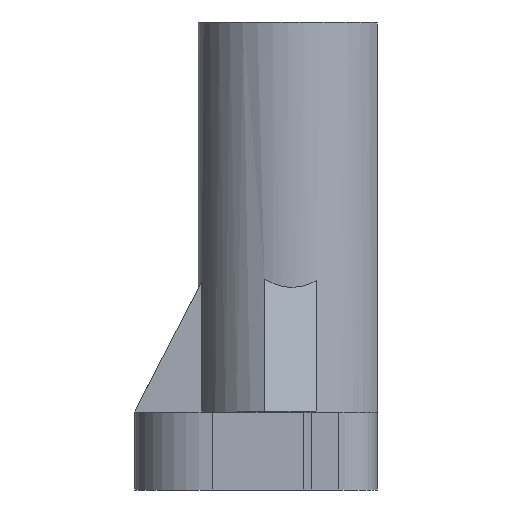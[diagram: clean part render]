
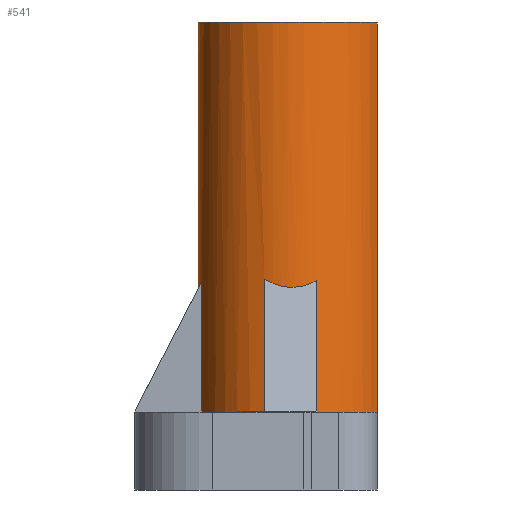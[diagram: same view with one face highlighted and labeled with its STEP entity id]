
A CAD part, left-side view. The second image highlights one B-rep face of the part: STEP entity #541.
In plain terms, the highlighted cylindrical face has radius 3.6 mm (diameter 7.2 mm), a partial arc.
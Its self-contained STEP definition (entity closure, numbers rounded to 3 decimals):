
#15=CYLINDRICAL_SURFACE('',#593,3.6);
#30=CIRCLE('',#585,3.6);
#34=CIRCLE('',#589,3.6);
#37=CIRCLE('',#594,3.6);
#38=CIRCLE('',#595,3.6);
#39=CIRCLE('',#597,3.6);
#53=ELLIPSE('',#583,8.05,3.6);
#54=ELLIPSE('',#596,8.05,3.6);
#55=ELLIPSE('',#598,7.843,3.6);
#61=FACE_OUTER_BOUND('',#92,.T.);
#92=EDGE_LOOP('',(#383,#384,#385,#386,#387,#388,#389,#390,#391,#392,#393,
#394,#395,#396,#397,#398));
#123=LINE('',#810,#176);
#125=LINE('',#816,#178);
#133=LINE('',#851,#186);
#134=LINE('',#855,#187);
#135=LINE('',#859,#188);
#136=LINE('',#863,#189);
#137=LINE('',#866,#190);
#138=LINE('',#867,#191);
#176=VECTOR('',#642,10.);
#178=VECTOR('',#646,10.);
#186=VECTOR('',#680,10.);
#187=VECTOR('',#683,10.);
#188=VECTOR('',#686,10.);
#189=VECTOR('',#689,10.);
#190=VECTOR('',#692,10.);
#191=VECTOR('',#693,10.);
#228=VERTEX_POINT('',#806);
#229=VERTEX_POINT('',#808);
#230=VERTEX_POINT('',#812);
#232=VERTEX_POINT('',#815);
#233=VERTEX_POINT('',#822);
#241=VERTEX_POINT('',#838);
#244=VERTEX_POINT('',#847);
#245=VERTEX_POINT('',#848);
#246=VERTEX_POINT('',#850);
#247=VERTEX_POINT('',#852);
#248=VERTEX_POINT('',#854);
#249=VERTEX_POINT('',#856);
#250=VERTEX_POINT('',#858);
#251=VERTEX_POINT('',#860);
#252=VERTEX_POINT('',#862);
#253=VERTEX_POINT('',#864);
#281=EDGE_CURVE('',#228,#229,#123,.T.);
#283=EDGE_CURVE('',#232,#230,#125,.T.);
#286=EDGE_CURVE('',#229,#232,#53,.T.);
#287=EDGE_CURVE('',#228,#233,#30,.T.);
#296=EDGE_CURVE('',#241,#230,#34,.T.);
#299=EDGE_CURVE('',#244,#245,#37,.T.);
#300=EDGE_CURVE('',#246,#244,#133,.T.);
#301=EDGE_CURVE('',#247,#246,#38,.T.);
#302=EDGE_CURVE('',#247,#248,#134,.T.);
#303=EDGE_CURVE('',#248,#249,#54,.T.);
#304=EDGE_CURVE('',#249,#250,#135,.T.);
#305=EDGE_CURVE('',#251,#250,#39,.T.);
#306=EDGE_CURVE('',#251,#252,#136,.T.);
#307=EDGE_CURVE('',#252,#253,#55,.T.);
#308=EDGE_CURVE('',#253,#233,#137,.T.);
#309=EDGE_CURVE('',#241,#245,#138,.T.);
#383=ORIENTED_EDGE('',*,*,#299,.F.);
#384=ORIENTED_EDGE('',*,*,#300,.F.);
#385=ORIENTED_EDGE('',*,*,#301,.F.);
#386=ORIENTED_EDGE('',*,*,#302,.T.);
#387=ORIENTED_EDGE('',*,*,#303,.T.);
#388=ORIENTED_EDGE('',*,*,#304,.T.);
#389=ORIENTED_EDGE('',*,*,#305,.F.);
#390=ORIENTED_EDGE('',*,*,#306,.T.);
#391=ORIENTED_EDGE('',*,*,#307,.T.);
#392=ORIENTED_EDGE('',*,*,#308,.T.);
#393=ORIENTED_EDGE('',*,*,#287,.F.);
#394=ORIENTED_EDGE('',*,*,#281,.T.);
#395=ORIENTED_EDGE('',*,*,#286,.T.);
#396=ORIENTED_EDGE('',*,*,#283,.T.);
#397=ORIENTED_EDGE('',*,*,#296,.F.);
#398=ORIENTED_EDGE('',*,*,#309,.T.);
#541=ADVANCED_FACE('',(#61),#15,.T.);
#583=AXIS2_PLACEMENT_3D('',#820,#651,#652);
#585=AXIS2_PLACEMENT_3D('',#823,#655,#656);
#589=AXIS2_PLACEMENT_3D('',#840,#668,#669);
#593=AXIS2_PLACEMENT_3D('',#846,#676,#677);
#594=AXIS2_PLACEMENT_3D('',#849,#678,#679);
#595=AXIS2_PLACEMENT_3D('',#853,#681,#682);
#596=AXIS2_PLACEMENT_3D('',#857,#684,#685);
#597=AXIS2_PLACEMENT_3D('',#861,#687,#688);
#598=AXIS2_PLACEMENT_3D('',#865,#690,#691);
#642=DIRECTION('',(0.,0.,1.));
#646=DIRECTION('',(0.,0.,-1.));
#651=DIRECTION('center_axis',(-0.894,0.,0.447));
#652=DIRECTION('ref_axis',(-0.447,0.,-0.894));
#655=DIRECTION('center_axis',(0.,0.,
-1.));
#656=DIRECTION('ref_axis',(-1.,0.,0.));
#668=DIRECTION('center_axis',(0.,0.,
-1.));
#669=DIRECTION('ref_axis',(-1.,0.,0.));
#676=DIRECTION('center_axis',(0.,0.,1.));
#677=DIRECTION('ref_axis',(0.,1.,0.));
#678=DIRECTION('center_axis',(0.,0.,1.));
#679=DIRECTION('ref_axis',(-1.,0.,0.));
#680=DIRECTION('',(0.,0.,1.));
#681=DIRECTION('center_axis',(0.,0.,
-1.));
#682=DIRECTION('ref_axis',(-1.,0.,0.));
#683=DIRECTION('',(0.,0.,1.));
#684=DIRECTION('center_axis',(0.894,0.,0.447));
#685=DIRECTION('ref_axis',(-0.447,0.,0.894));
#686=DIRECTION('',(0.,0.,-1.));
#687=DIRECTION('center_axis',(0.,0.,
-1.));
#688=DIRECTION('ref_axis',(-1.,0.,0.));
#689=DIRECTION('',(0.,0.,1.));
#690=DIRECTION('center_axis',(0.,0.888,0.459));
#691=DIRECTION('ref_axis',(0.,-0.459,0.888));
#692=DIRECTION('',(0.,0.,-1.));
#693=DIRECTION('',(0.,0.,1.));
#806=CARTESIAN_POINT('',(-3.443,-11.9,7.));
#808=CARTESIAN_POINT('',(-3.443,-11.9,12.113));
#810=CARTESIAN_POINT('',(-3.443,-11.9,7.));
#812=CARTESIAN_POINT('',(-3.472,-13.9,7.));
#815=CARTESIAN_POINT('',(-3.472,-13.9,12.055));
#816=CARTESIAN_POINT('',(-3.472,-13.9,7.));
#820=CARTESIAN_POINT('Origin',(0.,-12.95,19.));
#822=CARTESIAN_POINT('',(-1.,-9.492,7.));
#823=CARTESIAN_POINT('Origin',(0.,-12.95,7.));
#838=CARTESIAN_POINT('',(-1.45,-16.245,7.));
#840=CARTESIAN_POINT('Origin',(0.,-12.95,7.));
#846=CARTESIAN_POINT('Origin',(0.,-12.95,7.));
#847=CARTESIAN_POINT('',(1.45,-16.245,22.));
#848=CARTESIAN_POINT('',(-1.45,-16.245,22.));
#849=CARTESIAN_POINT('Origin',(0.,-12.95,22.));
#850=CARTESIAN_POINT('',(1.45,-16.245,7.));
#851=CARTESIAN_POINT('',(1.45,-16.245,7.));
#852=CARTESIAN_POINT('',(3.472,-13.9,7.));
#853=CARTESIAN_POINT('Origin',(0.,-12.95,7.));
#854=CARTESIAN_POINT('',(3.472,-13.9,12.055));
#855=CARTESIAN_POINT('',(3.472,-13.9,7.));
#856=CARTESIAN_POINT('',(3.443,-11.9,12.113));
#857=CARTESIAN_POINT('Origin',(0.,-12.95,19.));
#858=CARTESIAN_POINT('',(3.443,-11.9,7.));
#859=CARTESIAN_POINT('',(3.443,-11.9,7.));
#860=CARTESIAN_POINT('',(1.,-9.492,7.));
#861=CARTESIAN_POINT('Origin',(0.,-12.95,7.));
#862=CARTESIAN_POINT('',(1.,-9.492,12.016));
#863=CARTESIAN_POINT('',(1.,-9.492,7.));
#864=CARTESIAN_POINT('',(-1.,-9.492,12.016));
#865=CARTESIAN_POINT('Origin',(0.,-12.95,18.71));
#866=CARTESIAN_POINT('',(-1.,-9.492,7.));
#867=CARTESIAN_POINT('',(-1.45,-16.245,7.));
